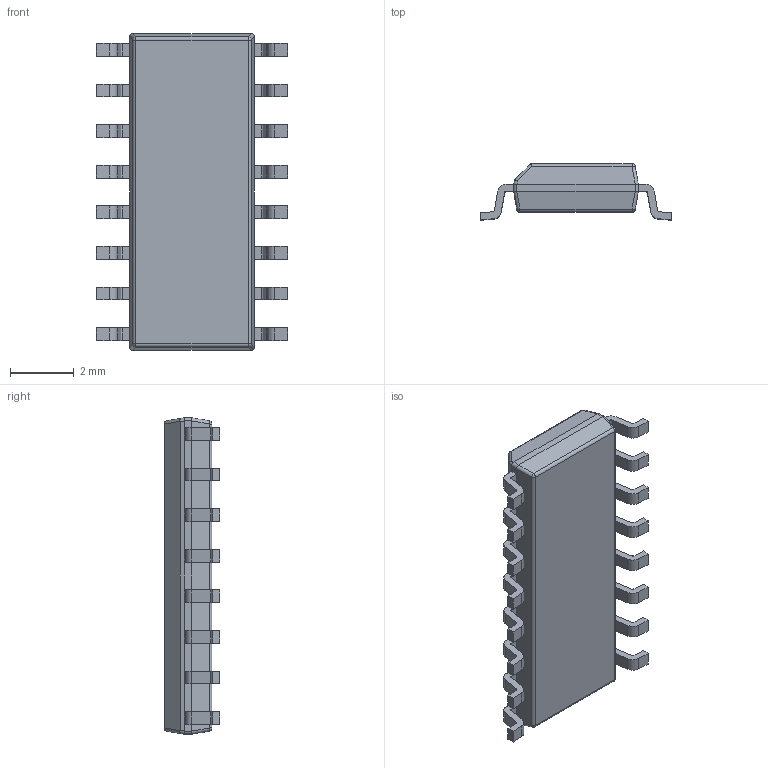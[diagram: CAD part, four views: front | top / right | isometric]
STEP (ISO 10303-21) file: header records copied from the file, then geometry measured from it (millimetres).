
FILE_DESCRIPTION (( 'STEP AP214' ), '1' );
FILE_NAME ('L6599D.STEP', '2023-03-28T08:47:24', ( '' ), ( '' ), 'SwSTEP 2.0', 'SolidWorks 2021', '' );
FILE_SCHEMA (( 'AUTOMOTIVE_DESIGN' ));
Length unit declared in the file: millimetre
Products named in the file (1): L6599D
Bounding box: 6 x 1.75 x 9.9 mm (x, y, z)
Volume: 57.3 mm3; surface area: 145.1 mm2
Topology: 17 solids, 17 shells, 266 faces, 684 edges, 446 vertices
Faces by surface type: plane 175, cylinder 85, sphere 6
Entity records: 8162 total; most frequent: CARTESIAN_POINT 1487, ORIENTED_EDGE 1356, DIRECTION 1326, EDGE_CURVE 678, VECTOR 500, LINE 500, VERTEX_POINT 446, AXIS2_PLACEMENT_3D 413
